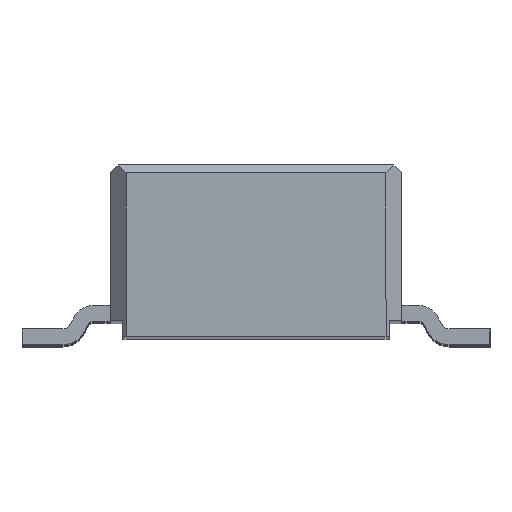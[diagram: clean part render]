
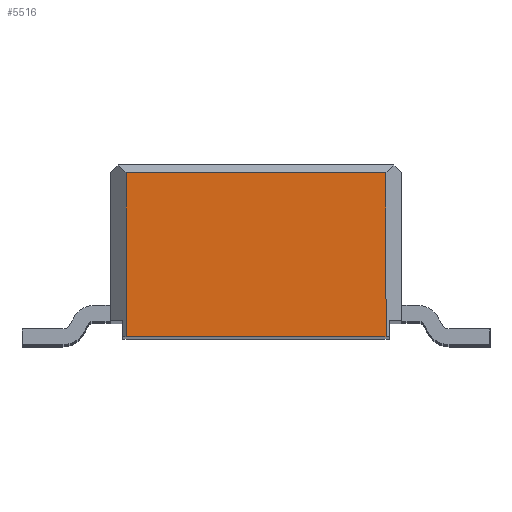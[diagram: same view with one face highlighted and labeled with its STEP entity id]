
A CAD part, top view. The second image highlights one B-rep face of the part: STEP entity #5516.
In plain terms, the highlighted planar face has unit normal (0, 0, 1).
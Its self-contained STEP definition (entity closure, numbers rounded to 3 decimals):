
#174 = VERTEX_POINT ( 'NONE', #8169 ) ;
#399 = CARTESIAN_POINT ( 'NONE',  ( -1.68, -0.03, 9.52 ) ) ;
#2005 = DIRECTION ( 'NONE',  ( 0., 1., 0. ) ) ;
#2649 = LINE ( 'NONE', #399, #16301 ) ;
#2655 = VECTOR ( 'NONE', #12347, 1000. ) ;
#3685 = LINE ( 'NONE', #19239, #10172 ) ;
#5276 = PLANE ( 'NONE',  #9266 ) ;
#5279 = VERTEX_POINT ( 'NONE', #10504 ) ;
#5516 = ADVANCED_FACE ( 'NONE', ( #17708 ), #5276, .T. ) ;
#7340 = ORIENTED_EDGE ( 'NONE', *, *, #18364, .T. ) ;
#7346 = LINE ( 'NONE', #11426, #8179 ) ;
#8169 = CARTESIAN_POINT ( 'NONE',  ( -0.03, -0.6, 9.52 ) ) ;
#8179 = VECTOR ( 'NONE', #17894, 1000. ) ;
#9048 = ORIENTED_EDGE ( 'NONE', *, *, #16754, .T. ) ;
#9132 = VERTEX_POINT ( 'NONE', #20192 ) ;
#9266 = AXIS2_PLACEMENT_3D ( 'NONE', #9996, #13320, #14934 ) ;
#9725 = ORIENTED_EDGE ( 'NONE', *, *, #12703, .F. ) ;
#9996 = CARTESIAN_POINT ( 'NONE',  ( 0., 0., 9.52 ) ) ;
#10172 = VECTOR ( 'NONE', #18961, 1000. ) ;
#10504 = CARTESIAN_POINT ( 'NONE',  ( -1.68, 0.44, 9.52 ) ) ;
#10871 = VERTEX_POINT ( 'NONE', #17577 ) ;
#11426 = CARTESIAN_POINT ( 'NONE',  ( -0.03, 0., 9.52 ) ) ;
#12347 = DIRECTION ( 'NONE',  ( -1., 0., 0. ) ) ;
#12703 = EDGE_CURVE ( 'NONE', #174, #10871, #16179, .T. ) ;
#13320 = DIRECTION ( 'NONE',  ( 0., 0., 1. ) ) ;
#14620 = ORIENTED_EDGE ( 'NONE', *, *, #19162, .F. ) ;
#14934 = DIRECTION ( 'NONE',  ( 1., 0., 0. ) ) ;
#16179 = LINE ( 'NONE', #18563, #2655 ) ;
#16301 = VECTOR ( 'NONE', #2005, 1000. ) ;
#16754 = EDGE_CURVE ( 'NONE', #9132, #5279, #3685, .T. ) ;
#17182 = EDGE_LOOP ( 'NONE', ( #14620, #9725, #7340, #9048 ) ) ;
#17577 = CARTESIAN_POINT ( 'NONE',  ( -1.68, -0.6, 9.52 ) ) ;
#17708 = FACE_OUTER_BOUND ( 'NONE', #17182, .T. ) ;
#17894 = DIRECTION ( 'NONE',  ( 0., 1., 0. ) ) ;
#18364 = EDGE_CURVE ( 'NONE', #174, #9132, #7346, .T. ) ;
#18563 = CARTESIAN_POINT ( 'NONE',  ( -0.855, -0.6, 9.52 ) ) ;
#18961 = DIRECTION ( 'NONE',  ( -1., 0., 0. ) ) ;
#19162 = EDGE_CURVE ( 'NONE', #10871, #5279, #2649, .T. ) ;
#19239 = CARTESIAN_POINT ( 'NONE',  ( 0., 0.44, 9.52 ) ) ;
#20192 = CARTESIAN_POINT ( 'NONE',  ( -0.03, 0.44, 9.52 ) ) ;
